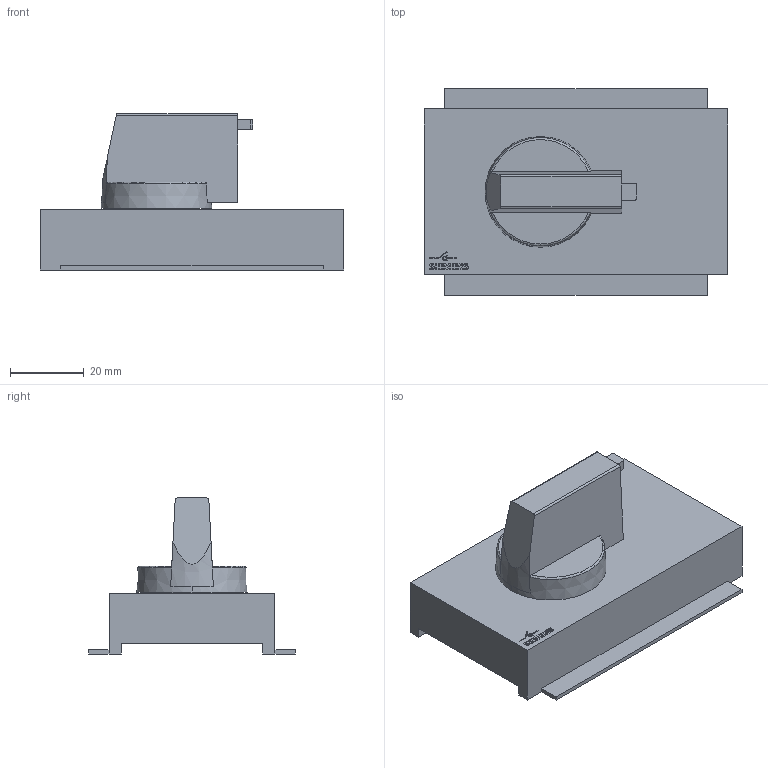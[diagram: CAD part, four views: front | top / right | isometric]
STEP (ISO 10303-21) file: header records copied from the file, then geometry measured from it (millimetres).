
FILE_DESCRIPTION(('STEP AP214'),'1');
FILE_NAME('cctmp_D1505F1F-A557-4C8B-9ED7-AC231DE9EDC8_2023_04_14_01_09_13_0668..stp','2023-04-13T23:09:14',('SIEMENS A&D'),('CADClick - www.CADClick.com'),'Spatial InterOp 3D postprocessed',' ','unknown authorization');
FILE_SCHEMA(('AUTOMOTIVE_DESIGN'));
Length unit declared in the file: millimetre
Products named in the file (1): 2023_04_14_01_09_13_0668
Bounding box: 82.3 x 56 x 42.3 mm (x, y, z)
Volume: 63845.7 mm3; surface area: 17916 mm2
Topology: 1 solids, 1 shells, 171 faces, 466 edges, 310 vertices
Faces by surface type: plane 122, cylinder 44, cone 3, torus 2
Entity records: 9092 total; most frequent: CARTESIAN_POINT 1028, STYLED_ITEM 948, PRESENTATION_STYLE_ASSIGNMENT 948, ORIENTED_EDGE 932, DIRECTION 899, EDGE_CURVE 466, CURVE_STYLE 466, DRAUGHTING_PRE_DEFINED_CURVE_FONT 466
